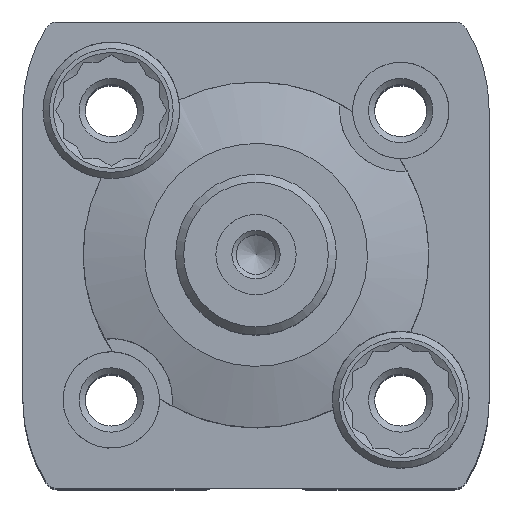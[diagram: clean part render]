
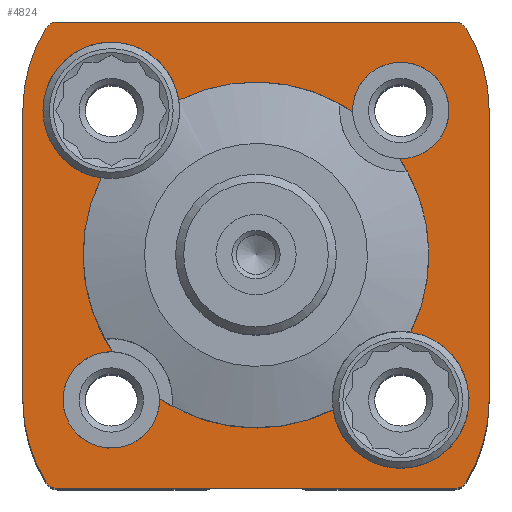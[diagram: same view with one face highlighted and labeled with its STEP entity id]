
A CAD part, top view. The second image highlights one B-rep face of the part: STEP entity #4824.
In plain terms, the highlighted planar face has unit normal (0, 0, 1).
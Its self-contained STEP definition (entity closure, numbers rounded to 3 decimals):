
#38=PLANE('',#5167);
#225=LINE('',#7354,#621);
#226=LINE('',#7360,#622);
#227=LINE('',#7366,#623);
#228=LINE('',#7372,#624);
#621=VECTOR('',#5699,1000.);
#622=VECTOR('',#5704,1000.);
#623=VECTOR('',#5709,1000.);
#624=VECTOR('',#5714,1000.);
#1265=ORIENTED_EDGE('',*,*,#2675,.T.);
#1266=ORIENTED_EDGE('',*,*,#2676,.T.);
#1267=ORIENTED_EDGE('',*,*,#2677,.T.);
#1268=ORIENTED_EDGE('',*,*,#2678,.T.);
#1269=ORIENTED_EDGE('',*,*,#2679,.T.);
#1270=ORIENTED_EDGE('',*,*,#2680,.T.);
#1271=ORIENTED_EDGE('',*,*,#2681,.T.);
#1272=ORIENTED_EDGE('',*,*,#2682,.T.);
#1273=ORIENTED_EDGE('',*,*,#2683,.T.);
#1274=ORIENTED_EDGE('',*,*,#2684,.T.);
#1275=ORIENTED_EDGE('',*,*,#2685,.T.);
#1276=ORIENTED_EDGE('',*,*,#2686,.T.);
#1277=ORIENTED_EDGE('',*,*,#2670,.T.);
#1278=ORIENTED_EDGE('',*,*,#2687,.T.);
#1279=ORIENTED_EDGE('',*,*,#2668,.T.);
#1280=ORIENTED_EDGE('',*,*,#2688,.T.);
#1281=ORIENTED_EDGE('',*,*,#2689,.T.);
#1282=ORIENTED_EDGE('',*,*,#2690,.T.);
#1283=ORIENTED_EDGE('',*,*,#2691,.T.);
#1284=ORIENTED_EDGE('',*,*,#2692,.T.);
#2668=EDGE_CURVE('',#3369,#3373,#3820,.T.);
#2670=EDGE_CURVE('',#3376,#3374,#3821,.T.);
#2675=EDGE_CURVE('',#3380,#3381,#3824,.T.);
#2676=EDGE_CURVE('',#3381,#3382,#225,.T.);
#2677=EDGE_CURVE('',#3382,#3383,#3825,.T.);
#2678=EDGE_CURVE('',#3383,#3384,#3826,.T.);
#2679=EDGE_CURVE('',#3384,#3385,#226,.T.);
#2680=EDGE_CURVE('',#3385,#3386,#3827,.T.);
#2681=EDGE_CURVE('',#3386,#3387,#3828,.T.);
#2682=EDGE_CURVE('',#3387,#3388,#227,.T.);
#2683=EDGE_CURVE('',#3388,#3389,#3829,.T.);
#2684=EDGE_CURVE('',#3389,#3390,#3830,.T.);
#2685=EDGE_CURVE('',#3390,#3391,#228,.T.);
#2686=EDGE_CURVE('',#3391,#3380,#3831,.T.);
#2687=EDGE_CURVE('',#3374,#3369,#3832,.F.);
#2688=EDGE_CURVE('',#3373,#3392,#3833,.F.);
#2689=EDGE_CURVE('',#3392,#3393,#3834,.T.);
#2690=EDGE_CURVE('',#3393,#3394,#3835,.F.);
#2691=EDGE_CURVE('',#3394,#3395,#3836,.T.);
#2692=EDGE_CURVE('',#3395,#3376,#3837,.F.);
#3369=VERTEX_POINT('',#7327);
#3373=VERTEX_POINT('',#7335);
#3374=VERTEX_POINT('',#7339);
#3376=VERTEX_POINT('',#7342);
#3380=VERTEX_POINT('',#7352);
#3381=VERTEX_POINT('',#7353);
#3382=VERTEX_POINT('',#7355);
#3383=VERTEX_POINT('',#7357);
#3384=VERTEX_POINT('',#7359);
#3385=VERTEX_POINT('',#7361);
#3386=VERTEX_POINT('',#7363);
#3387=VERTEX_POINT('',#7365);
#3388=VERTEX_POINT('',#7367);
#3389=VERTEX_POINT('',#7369);
#3390=VERTEX_POINT('',#7371);
#3391=VERTEX_POINT('',#7373);
#3392=VERTEX_POINT('',#7377);
#3393=VERTEX_POINT('',#7379);
#3394=VERTEX_POINT('',#7381);
#3395=VERTEX_POINT('',#7383);
#3820=CIRCLE('',#5162,10.75);
#3821=CIRCLE('',#5164,10.75);
#3824=CIRCLE('',#5168,9.8);
#3825=CIRCLE('',#5169,9.8);
#3826=CIRCLE('',#5170,0.85);
#3827=CIRCLE('',#5171,0.85);
#3828=CIRCLE('',#5172,9.8);
#3829=CIRCLE('',#5173,9.8);
#3830=CIRCLE('',#5174,0.85);
#3831=CIRCLE('',#5175,0.85);
#3832=CIRCLE('',#5176,4.25);
#3833=CIRCLE('',#5177,3.);
#3834=CIRCLE('',#5178,10.75);
#3835=CIRCLE('',#5179,4.25);
#3836=CIRCLE('',#5180,10.75);
#3837=CIRCLE('',#5181,3.);
#4031=EDGE_LOOP('',(#1265,#1266,#1267,#1268,#1269,#1270,#1271,#1272,#1273,
#1274,#1275,#1276));
#4032=EDGE_LOOP('',(#1277,#1278,#1279,#1280,#1281,#1282,#1283,#1284));
#4417=FACE_BOUND('',#4031,.T.);
#4418=FACE_BOUND('',#4032,.T.);
#4824=ADVANCED_FACE('',(#4417,#4418),#38,.T.);
#5162=AXIS2_PLACEMENT_3D('',#7336,#5682,#5683);
#5164=AXIS2_PLACEMENT_3D('',#7341,#5687,#5688);
#5167=AXIS2_PLACEMENT_3D('',#7350,#5695,#5696);
#5168=AXIS2_PLACEMENT_3D('',#7351,#5697,#5698);
#5169=AXIS2_PLACEMENT_3D('',#7356,#5700,#5701);
#5170=AXIS2_PLACEMENT_3D('',#7358,#5702,#5703);
#5171=AXIS2_PLACEMENT_3D('',#7362,#5705,#5706);
#5172=AXIS2_PLACEMENT_3D('',#7364,#5707,#5708);
#5173=AXIS2_PLACEMENT_3D('',#7368,#5710,#5711);
#5174=AXIS2_PLACEMENT_3D('',#7370,#5712,#5713);
#5175=AXIS2_PLACEMENT_3D('',#7374,#5715,#5716);
#5176=AXIS2_PLACEMENT_3D('',#7375,#5717,#5718);
#5177=AXIS2_PLACEMENT_3D('',#7376,#5719,#5720);
#5178=AXIS2_PLACEMENT_3D('',#7378,#5721,#5722);
#5179=AXIS2_PLACEMENT_3D('',#7380,#5723,#5724);
#5180=AXIS2_PLACEMENT_3D('',#7382,#5725,#5726);
#5181=AXIS2_PLACEMENT_3D('',#7384,#5727,#5728);
#5682=DIRECTION('',(0.,0.,-1.));
#5683=DIRECTION('',(-1.,0.,0.));
#5687=DIRECTION('',(0.,0.,-1.));
#5688=DIRECTION('',(-1.,0.,0.));
#5695=DIRECTION('',(0.,0.,1.));
#5696=DIRECTION('',(1.,0.,0.));
#5697=DIRECTION('',(0.,0.,1.));
#5698=DIRECTION('',(1.,0.,0.));
#5699=DIRECTION('',(0.,-1.,0.));
#5700=DIRECTION('',(0.,0.,1.));
#5701=DIRECTION('',(1.,0.,0.));
#5702=DIRECTION('',(0.,0.,1.));
#5703=DIRECTION('',(1.,0.,0.));
#5704=DIRECTION('',(1.,0.,0.));
#5705=DIRECTION('',(0.,0.,1.));
#5706=DIRECTION('',(1.,0.,0.));
#5707=DIRECTION('',(0.,0.,1.));
#5708=DIRECTION('',(1.,0.,0.));
#5709=DIRECTION('',(0.,1.,0.));
#5710=DIRECTION('',(0.,0.,1.));
#5711=DIRECTION('',(1.,0.,0.));
#5712=DIRECTION('',(0.,0.,1.));
#5713=DIRECTION('',(1.,0.,0.));
#5714=DIRECTION('',(-1.,0.,0.));
#5715=DIRECTION('',(0.,0.,1.));
#5716=DIRECTION('',(1.,0.,0.));
#5717=DIRECTION('',(0.,0.,1.));
#5718=DIRECTION('',(1.,0.,0.));
#5719=DIRECTION('',(0.,0.,1.));
#5720=DIRECTION('',(1.,0.,0.));
#5721=DIRECTION('',(0.,0.,-1.));
#5722=DIRECTION('',(-1.,0.,0.));
#5723=DIRECTION('',(0.,0.,1.));
#5724=DIRECTION('',(1.,0.,0.));
#5725=DIRECTION('',(0.,0.,-1.));
#5726=DIRECTION('',(-1.,0.,0.));
#5727=DIRECTION('',(0.,0.,1.));
#5728=DIRECTION('',(1.,0.,0.));
#7327=CARTESIAN_POINT('',(4.796,-9.621,0.));
#7335=CARTESIAN_POINT('',(-6.001,-8.919,0.));
#7336=CARTESIAN_POINT('',(0.,0.,0.));
#7339=CARTESIAN_POINT('',(9.621,-4.796,0.));
#7341=CARTESIAN_POINT('',(0.,0.,0.));
#7342=CARTESIAN_POINT('',(8.919,6.001,0.));
#7350=CARTESIAN_POINT('',(-4.7,9.,0.));
#7351=CARTESIAN_POINT('',(-4.7,9.,0.));
#7352=CARTESIAN_POINT('',(-13.073,14.092,0.));
#7353=CARTESIAN_POINT('',(-14.5,9.,0.));
#7354=CARTESIAN_POINT('',(-14.5,9.,0.));
#7355=CARTESIAN_POINT('',(-14.5,-9.,0.));
#7356=CARTESIAN_POINT('',(-4.7,-9.,0.));
#7357=CARTESIAN_POINT('',(-13.073,-14.092,0.));
#7358=CARTESIAN_POINT('',(-12.347,-13.65,0.));
#7359=CARTESIAN_POINT('',(-12.347,-14.5,0.));
#7360=CARTESIAN_POINT('',(-12.347,-14.5,0.));
#7361=CARTESIAN_POINT('',(12.347,-14.5,0.));
#7362=CARTESIAN_POINT('',(12.347,-13.65,0.));
#7363=CARTESIAN_POINT('',(13.073,-14.092,0.));
#7364=CARTESIAN_POINT('',(4.7,-9.,0.));
#7365=CARTESIAN_POINT('',(14.5,-9.,0.));
#7366=CARTESIAN_POINT('',(14.5,-9.,0.));
#7367=CARTESIAN_POINT('',(14.5,9.,0.));
#7368=CARTESIAN_POINT('',(4.7,9.,0.));
#7369=CARTESIAN_POINT('',(13.073,14.092,0.));
#7370=CARTESIAN_POINT('',(12.347,13.65,0.));
#7371=CARTESIAN_POINT('',(12.347,14.5,0.));
#7372=CARTESIAN_POINT('',(12.347,14.5,0.));
#7373=CARTESIAN_POINT('',(-12.347,14.5,0.));
#7374=CARTESIAN_POINT('',(-12.347,13.65,0.));
#7375=CARTESIAN_POINT('',(9.,-9.,0.));
#7376=CARTESIAN_POINT('',(-9.,-9.,0.));
#7377=CARTESIAN_POINT('',(-8.919,-6.001,0.));
#7378=CARTESIAN_POINT('',(0.,0.,0.));
#7379=CARTESIAN_POINT('',(-9.621,4.796,0.));
#7380=CARTESIAN_POINT('',(-9.,9.,0.));
#7381=CARTESIAN_POINT('',(-4.796,9.621,0.));
#7382=CARTESIAN_POINT('',(0.,0.,0.));
#7383=CARTESIAN_POINT('',(6.001,8.919,0.));
#7384=CARTESIAN_POINT('',(9.,9.,0.));
